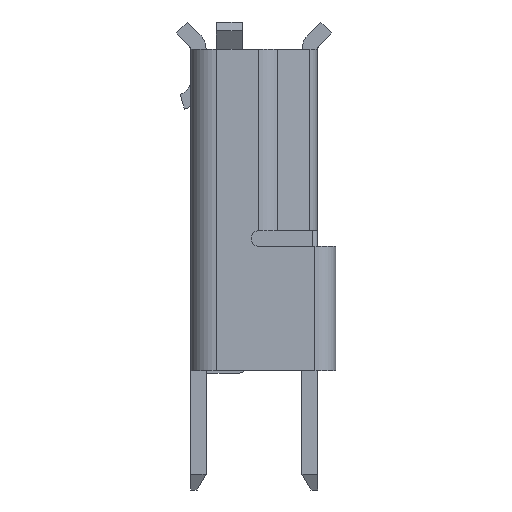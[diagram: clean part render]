
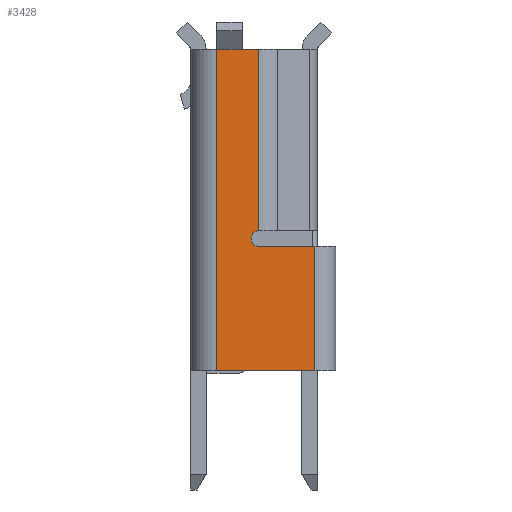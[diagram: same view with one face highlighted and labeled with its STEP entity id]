
A CAD part, left-side view. The second image highlights one B-rep face of the part: STEP entity #3428.
In plain terms, the highlighted planar face has unit normal (-1, 0, 0).
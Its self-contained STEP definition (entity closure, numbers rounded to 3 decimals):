
#165 = VERTEX_POINT ( 'NONE', #10980 ) ;
#358 = VERTEX_POINT ( 'NONE', #7164 ) ;
#1160 = DIRECTION ( 'NONE',  ( 0., -1., 0. ) ) ;
#1770 = CARTESIAN_POINT ( 'NONE',  ( -3.75, -1.175, -0.7 ) ) ;
#2071 = CARTESIAN_POINT ( 'NONE',  ( -3.75, -0.092, 3.1 ) ) ;
#2084 = EDGE_CURVE ( 'NONE', #14776, #6655, #4119, .T. ) ;
#2769 = LINE ( 'NONE', #10316, #16300 ) ;
#2990 = VERTEX_POINT ( 'NONE', #1770 ) ;
#3116 = CARTESIAN_POINT ( 'NONE',  ( -3.75, -0.092, -0.55 ) ) ;
#3428 = ADVANCED_FACE ( 'NONE', ( #24235 ), #24108, .F. ) ;
#3438 = CARTESIAN_POINT ( 'NONE',  ( -3.75, -0.092, -0.55 ) ) ;
#3853 = CARTESIAN_POINT ( 'NONE',  ( -3.75, -0.092, -3.1 ) ) ;
#4119 = LINE ( 'NONE', #3853, #21937 ) ;
#5549 = DIRECTION ( 'NONE',  ( 0., 0., -1. ) ) ;
#5577 = CARTESIAN_POINT ( 'NONE',  ( -3.75, 0.225, 3.1 ) ) ;
#5680 = ORIENTED_EDGE ( 'NONE', *, *, #22112, .T. ) ;
#5990 = CARTESIAN_POINT ( 'NONE',  ( -3.75, -1.175, -3.1 ) ) ;
#6002 = LINE ( 'NONE', #10543, #18700 ) ;
#6053 = VECTOR ( 'NONE', #18271, 1000. ) ;
#6655 = VERTEX_POINT ( 'NONE', #5990 ) ;
#6727 = CARTESIAN_POINT ( 'NONE',  ( -3.75, -1.175, 1.464 ) ) ;
#7048 = LINE ( 'NONE', #22741, #11940 ) ;
#7079 = VERTEX_POINT ( 'NONE', #9983 ) ;
#7164 = CARTESIAN_POINT ( 'NONE',  ( -3.75, -0.092, -0.7 ) ) ;
#7169 = AXIS2_PLACEMENT_3D ( 'NONE', #8915, #8328, #16435 ) ;
#7461 = DIRECTION ( 'NONE',  ( 1., 0., 0. ) ) ;
#8168 = VECTOR ( 'NONE', #1160, 1000. ) ;
#8328 = DIRECTION ( 'NONE',  ( 1., 0., 0. ) ) ;
#8716 = CARTESIAN_POINT ( 'NONE',  ( -3.75, -0.092, -0.4 ) ) ;
#8915 = CARTESIAN_POINT ( 'NONE',  ( -3.75, -0.092, 3.1 ) ) ;
#9008 = EDGE_CURVE ( 'NONE', #7079, #14776, #7048, .T. ) ;
#9196 = EDGE_CURVE ( 'NONE', #9577, #13695, #2769, .T. ) ;
#9577 = VERTEX_POINT ( 'NONE', #2071 ) ;
#9983 = CARTESIAN_POINT ( 'NONE',  ( -3.75, 0.725, 3.1 ) ) ;
#10284 = LINE ( 'NONE', #13899, #16124 ) ;
#10316 = CARTESIAN_POINT ( 'NONE',  ( -3.75, -0.092, 3.1 ) ) ;
#10543 = CARTESIAN_POINT ( 'NONE',  ( -3.75, -0.092, 3.1 ) ) ;
#10790 = DIRECTION ( 'NONE',  ( 0., 0., -1. ) ) ;
#10836 = EDGE_LOOP ( 'NONE', ( #22678, #11558, #12957, #5680, #20736, #19190, #21490, #13978, #20743 ) ) ;
#10980 = CARTESIAN_POINT ( 'NONE',  ( -3.75, 0.058, -0.55 ) ) ;
#10984 = CARTESIAN_POINT ( 'NONE',  ( -3.75, 0.058, -0.7 ) ) ;
#11036 = DIRECTION ( 'NONE',  ( 1., 0., 0. ) ) ;
#11550 = DIRECTION ( 'NONE',  ( 0., -1., 0. ) ) ;
#11558 = ORIENTED_EDGE ( 'NONE', *, *, #18783, .F. ) ;
#11871 = CARTESIAN_POINT ( 'NONE',  ( -3.75, 0.725, -3.1 ) ) ;
#11940 = VECTOR ( 'NONE', #5549, 1000. ) ;
#11945 = VERTEX_POINT ( 'NONE', #5577 ) ;
#12409 = CIRCLE ( 'NONE', #14001, 0.15 ) ;
#12957 = ORIENTED_EDGE ( 'NONE', *, *, #24861, .F. ) ;
#13103 = EDGE_CURVE ( 'NONE', #11945, #9577, #6002, .T. ) ;
#13695 = VERTEX_POINT ( 'NONE', #8716 ) ;
#13899 = CARTESIAN_POINT ( 'NONE',  ( -3.75, -0.092, 3.1 ) ) ;
#13978 = ORIENTED_EDGE ( 'NONE', *, *, #15219, .F. ) ;
#14001 = AXIS2_PLACEMENT_3D ( 'NONE', #3438, #7461, #22778 ) ;
#14616 = LINE ( 'NONE', #10984, #8168 ) ;
#14776 = VERTEX_POINT ( 'NONE', #11871 ) ;
#15219 = EDGE_CURVE ( 'NONE', #7079, #11945, #10284, .T. ) ;
#16124 = VECTOR ( 'NONE', #17907, 1000. ) ;
#16300 = VECTOR ( 'NONE', #22092, 1000. ) ;
#16435 = DIRECTION ( 'NONE',  ( 0., 0., -1. ) ) ;
#17907 = DIRECTION ( 'NONE',  ( 0., -1., 0. ) ) ;
#18271 = DIRECTION ( 'NONE',  ( 0., 0., -1. ) ) ;
#18532 = DIRECTION ( 'NONE',  ( 0., -1., 0. ) ) ;
#18700 = VECTOR ( 'NONE', #18532, 1000. ) ;
#18783 = EDGE_CURVE ( 'NONE', #2990, #6655, #20049, .T. ) ;
#19190 = ORIENTED_EDGE ( 'NONE', *, *, #9196, .F. ) ;
#20049 = LINE ( 'NONE', #6727, #6053 ) ;
#20545 = CIRCLE ( 'NONE', #24175, 0.15 ) ;
#20736 = ORIENTED_EDGE ( 'NONE', *, *, #24342, .T. ) ;
#20743 = ORIENTED_EDGE ( 'NONE', *, *, #9008, .T. ) ;
#21490 = ORIENTED_EDGE ( 'NONE', *, *, #13103, .F. ) ;
#21937 = VECTOR ( 'NONE', #11550, 1000. ) ;
#22092 = DIRECTION ( 'NONE',  ( 0., 0., -1. ) ) ;
#22112 = EDGE_CURVE ( 'NONE', #358, #165, #12409, .T. ) ;
#22678 = ORIENTED_EDGE ( 'NONE', *, *, #2084, .T. ) ;
#22741 = CARTESIAN_POINT ( 'NONE',  ( -3.75, 0.725, 3.1 ) ) ;
#22778 = DIRECTION ( 'NONE',  ( 0., 0., -1. ) ) ;
#24108 = PLANE ( 'NONE',  #7169 ) ;
#24175 = AXIS2_PLACEMENT_3D ( 'NONE', #3116, #11036, #10790 ) ;
#24235 = FACE_OUTER_BOUND ( 'NONE', #10836, .T. ) ;
#24342 = EDGE_CURVE ( 'NONE', #165, #13695, #20545, .T. ) ;
#24861 = EDGE_CURVE ( 'NONE', #358, #2990, #14616, .T. ) ;
